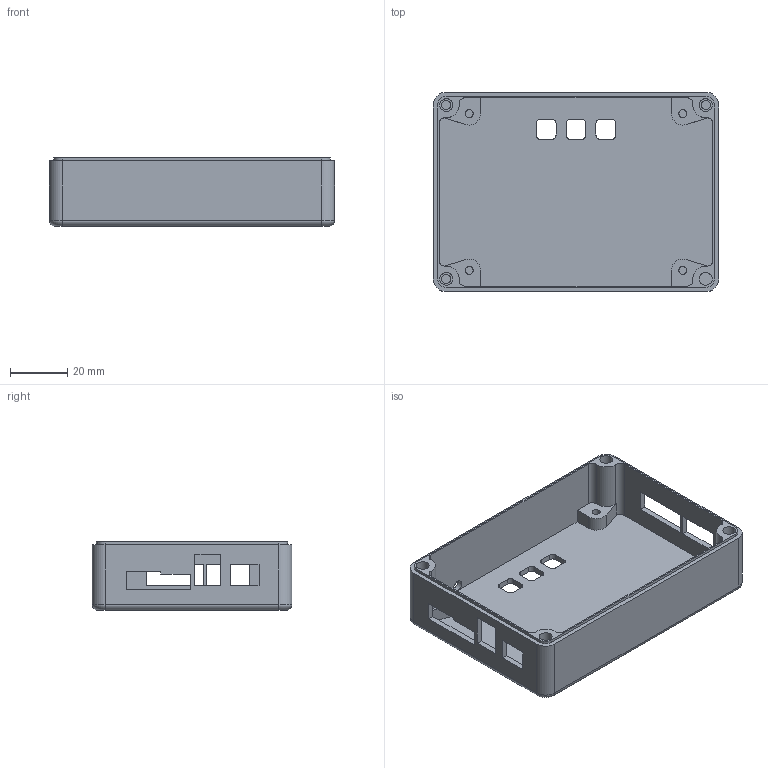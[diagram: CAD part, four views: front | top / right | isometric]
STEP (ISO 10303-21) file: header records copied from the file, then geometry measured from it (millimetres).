
FILE_DESCRIPTION(/* description */ ('','CAx-IF Rec.Pracs.---Representation and Presentation of Product Manufacturing Information (PMI)---4.0---2014-10-13'),/* implementation_level */ '2;1');
FILE_NAME(/* name */ 'LuminX PWM v1.0 Base.step',/* time_stamp */ '2024-12-15T00:51:14+01:00',/* author */ (''),/* organization */ (''),/* preprocessor_version */ 'ST-DEVELOPER v20',/* originating_system */ 'Autodesk Translation Framework v13.20.0.188',/* authorisation */ '');
FILE_SCHEMA (('AP242_MANAGED_MODEL_BASED_3D_ENGINEERING_MIM_LF { 1 0 10303 442 1 1 4 }'));
Length unit declared in the file: millimetre
Products named in the file (1): Base
Bounding box: 100 x 70 x 24 mm (x, y, z)
Volume: 30521 mm3; surface area: 28766.9 mm2
Topology: 1 solids, 1 shells, 129 faces, 338 edges, 222 vertices
Faces by surface type: plane 73, cylinder 52, torus 4
Full cylindrical faces by diameter (mm): 2.8 x4, 3.2 x3, 4 x1, 4.5 x4
Entity records: 4055 total; most frequent: DIRECTION 712, CARTESIAN_POINT 690, ORIENTED_EDGE 676, EDGE_CURVE 338, AXIS2_PLACEMENT_3D 244, LINE 224, VECTOR 224, VERTEX_POINT 222
